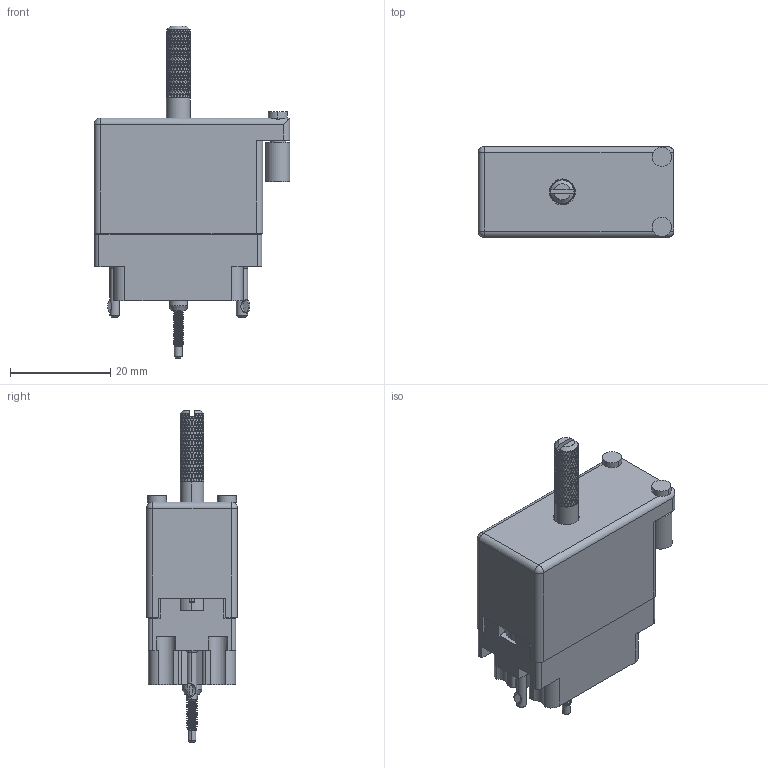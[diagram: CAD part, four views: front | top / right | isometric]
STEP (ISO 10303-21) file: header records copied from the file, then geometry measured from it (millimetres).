
FILE_DESCRIPTION (( 'STEP AP203' ), '1' );
FILE_NAME ('516-020-000-551.STEP', '2020-03-09T13:18:24', ( '' ), ( '' ), 'SwSTEP 2.0', 'SolidWorks 2016', '' );
FILE_SCHEMA (( 'CONFIG_CONTROL_DESIGN' ));
Products named in the file (12): 516-250-021-102; 516-252-021-102_020; 516-222-020-102_020; 516-253-025-100; 516-020-000-551; 516-252-022-102; 516 Plug Insulator_020; 516-250-020-111; Actuating Screw Assy 020; 516-251-025-100; 516-230-001_Metal - 020 Side Entry; 516-222-020-102_021
Assembly tree (12 placements, depth 3):
  516-020-000-551
    516 Plug Insulator_020
    516-230-001_Metal - 020 Side Entry
    516-252-021-102_020  x2
    516-222-020-102_020
    Actuating Screw Assy 020
      516-251-025-100
      516-250-021-102
      516-250-020-111
      516-253-025-100
      516-252-022-102
    516-222-020-102_021
Bounding box: 39.12 x 18.16 x 66.29 mm (x, y, z)
Volume: 9367.3 mm3; surface area: 14788.8 mm2
Topology: 11 solids, 11 shells, 3545 faces, 8021 edges, 4513 vertices
Faces by surface type: bspline 2058, cylinder 835, plane 588, cone 58, torus 4, sphere 2
Entity records: 190503 total; most frequent: CARTESIAN_POINT 134499, ORIENTED_EDGE 15858, EDGE_CURVE 7929, DIRECTION 6164, VERTEX_POINT 4453, EDGE_LOOP 3602, ADVANCED_FACE 3514, FACE_OUTER_BOUND 3514
